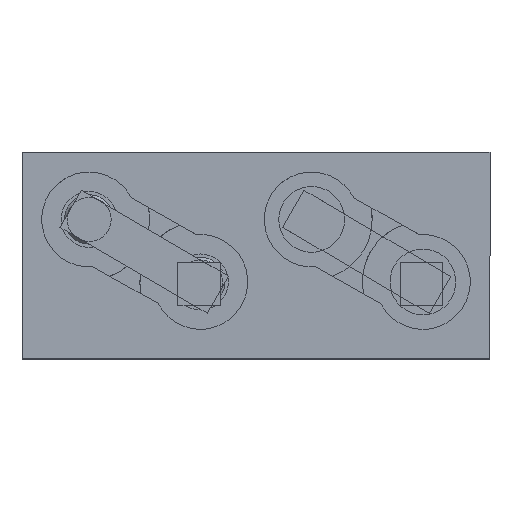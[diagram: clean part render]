
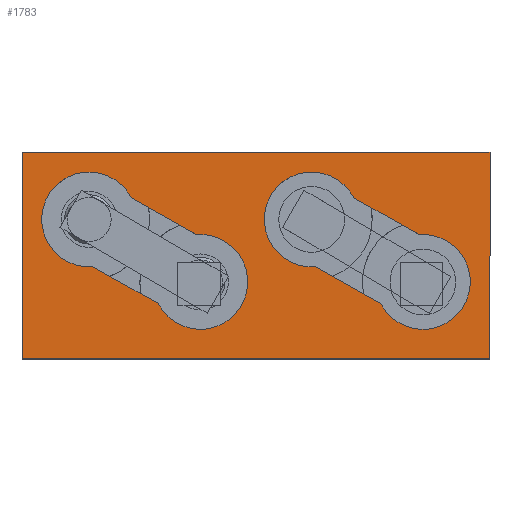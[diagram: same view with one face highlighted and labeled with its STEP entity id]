
A CAD part, top view. The second image highlights one B-rep face of the part: STEP entity #1783.
In plain terms, the highlighted face is planar.
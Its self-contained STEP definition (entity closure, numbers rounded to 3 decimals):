
#104=FACE_BOUND('',#327,.T.);
#105=FACE_BOUND('',#328,.T.);
#135=PLANE('',#2014);
#224=FACE_OUTER_BOUND('',#326,.T.);
#326=EDGE_LOOP('',(#1456,#1457,#1458,#1459));
#327=EDGE_LOOP('',(#1460,#1461,#1462,#1463));
#328=EDGE_LOOP('',(#1464,#1465,#1466,#1467));
#454=LINE('',#2969,#611);
#455=LINE('',#2971,#612);
#456=LINE('',#2973,#613);
#457=LINE('',#2974,#614);
#458=LINE('',#2976,#615);
#459=LINE('',#2979,#616);
#460=LINE('',#2981,#617);
#461=LINE('',#2983,#618);
#611=VECTOR('',#2410,1000.);
#612=VECTOR('',#2411,1000.);
#613=VECTOR('',#2412,1000.);
#614=VECTOR('',#2413,1000.);
#615=VECTOR('',#2414,1000.);
#616=VECTOR('',#2417,1000.);
#617=VECTOR('',#2418,1000.);
#618=VECTOR('',#2419,1000.);
#746=CIRCLE('',#1979,7.2);
#748=CIRCLE('',#1982,7.2);
#774=CIRCLE('',#2015,7.2);
#775=CIRCLE('',#2016,7.2);
#862=VERTEX_POINT('',#2888);
#863=VERTEX_POINT('',#2889);
#866=VERTEX_POINT('',#2897);
#867=VERTEX_POINT('',#2898);
#895=VERTEX_POINT('',#2967);
#896=VERTEX_POINT('',#2968);
#897=VERTEX_POINT('',#2970);
#898=VERTEX_POINT('',#2972);
#899=VERTEX_POINT('',#2975);
#900=VERTEX_POINT('',#2977);
#901=VERTEX_POINT('',#2980);
#902=VERTEX_POINT('',#2982);
#1059=EDGE_CURVE('',#862,#863,#746,.T.);
#1063=EDGE_CURVE('',#866,#867,#748,.T.);
#1097=EDGE_CURVE('',#895,#896,#454,.T.);
#1098=EDGE_CURVE('',#897,#895,#455,.T.);
#1099=EDGE_CURVE('',#898,#897,#456,.T.);
#1100=EDGE_CURVE('',#896,#898,#457,.T.);
#1101=EDGE_CURVE('',#899,#862,#458,.T.);
#1102=EDGE_CURVE('',#900,#899,#774,.T.);
#1103=EDGE_CURVE('',#863,#900,#459,.T.);
#1104=EDGE_CURVE('',#867,#901,#460,.T.);
#1105=EDGE_CURVE('',#902,#866,#461,.T.);
#1106=EDGE_CURVE('',#901,#902,#775,.T.);
#1456=ORIENTED_EDGE('',*,*,#1097,.F.);
#1457=ORIENTED_EDGE('',*,*,#1098,.F.);
#1458=ORIENTED_EDGE('',*,*,#1099,.F.);
#1459=ORIENTED_EDGE('',*,*,#1100,.F.);
#1460=ORIENTED_EDGE('',*,*,#1059,.F.);
#1461=ORIENTED_EDGE('',*,*,#1101,.F.);
#1462=ORIENTED_EDGE('',*,*,#1102,.F.);
#1463=ORIENTED_EDGE('',*,*,#1103,.F.);
#1464=ORIENTED_EDGE('',*,*,#1104,.F.);
#1465=ORIENTED_EDGE('',*,*,#1063,.F.);
#1466=ORIENTED_EDGE('',*,*,#1105,.F.);
#1467=ORIENTED_EDGE('',*,*,#1106,.F.);
#1783=ADVANCED_FACE('',(#224,#104,#105),#135,.F.);
#1979=AXIS2_PLACEMENT_3D('',#2890,#2328,#2329);
#1982=AXIS2_PLACEMENT_3D('',#2899,#2336,#2337);
#2014=AXIS2_PLACEMENT_3D('',#2966,#2408,#2409);
#2015=AXIS2_PLACEMENT_3D('',#2978,#2415,#2416);
#2016=AXIS2_PLACEMENT_3D('',#2984,#2420,#2421);
#2328=DIRECTION('center_axis',(0.,1.,0.));
#2329=DIRECTION('ref_axis',(-1.,0.,0.));
#2336=DIRECTION('center_axis',(0.,1.,0.));
#2337=DIRECTION('ref_axis',(-1.,0.,0.));
#2408=DIRECTION('center_axis',(0.,-1.,0.));
#2409=DIRECTION('ref_axis',(-1.,0.,0.));
#2410=DIRECTION('',(-1.,0.,0.));
#2411=DIRECTION('',(0.,0.,1.));
#2412=DIRECTION('',(1.,0.,0.));
#2413=DIRECTION('',(0.,0.,-1.));
#2414=DIRECTION('',(-0.872,0.,-0.49));
#2415=DIRECTION('center_axis',(0.,1.,0.));
#2416=DIRECTION('ref_axis',(-1.,0.,0.));
#2417=DIRECTION('',(0.872,0.,0.49));
#2418=DIRECTION('',(0.872,0.,0.49));
#2419=DIRECTION('',(-0.872,0.,-0.49));
#2420=DIRECTION('center_axis',(0.,1.,0.));
#2421=DIRECTION('ref_axis',(-1.,0.,0.));
#2888=CARTESIAN_POINT('',(6.408,66.15,-3.282));
#2889=CARTESIAN_POINT('',(0.532,66.15,7.18));
#2890=CARTESIAN_POINT('Origin',(0.,66.15,0.));
#2897=CARTESIAN_POINT('',(40.238,66.15,-3.282));
#2898=CARTESIAN_POINT('',(34.362,66.15,7.18));
#2899=CARTESIAN_POINT('Origin',(33.83,66.15,0.));
#2966=CARTESIAN_POINT('Origin',(0.,66.15,0.));
#2967=CARTESIAN_POINT('',(60.944,66.15,19.7));
#2968=CARTESIAN_POINT('',(-10.2,66.15,19.7));
#2969=CARTESIAN_POINT('',(0.,66.15,19.7));
#2970=CARTESIAN_POINT('',(60.944,66.15,-11.7));
#2971=CARTESIAN_POINT('',(60.944,66.15,0.));
#2972=CARTESIAN_POINT('',(-10.2,66.15,-11.7));
#2973=CARTESIAN_POINT('',(0.,66.15,-11.7));
#2974=CARTESIAN_POINT('',(-10.2,66.15,0.));
#2975=CARTESIAN_POINT('',(16.383,66.15,2.32));
#2976=CARTESIAN_POINT('',(16.383,66.15,2.32));
#2977=CARTESIAN_POINT('',(10.507,66.15,12.782));
#2978=CARTESIAN_POINT('Origin',(16.915,66.15,9.5));
#2979=CARTESIAN_POINT('',(0.532,66.15,7.18));
#2980=CARTESIAN_POINT('',(44.336,66.15,12.782));
#2981=CARTESIAN_POINT('',(34.362,66.15,7.18));
#2982=CARTESIAN_POINT('',(50.212,66.15,2.32));
#2983=CARTESIAN_POINT('',(50.212,66.15,2.32));
#2984=CARTESIAN_POINT('Origin',(50.744,66.15,9.5));
